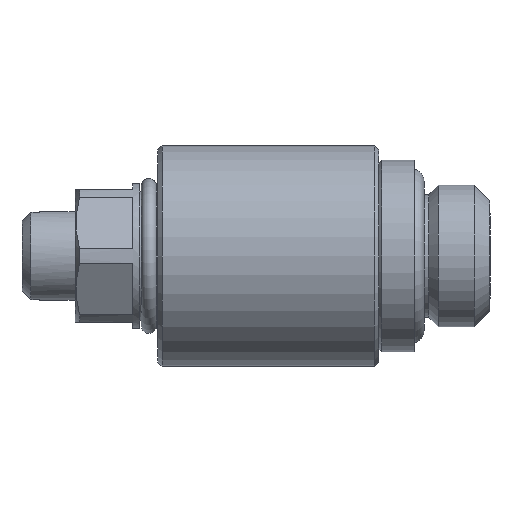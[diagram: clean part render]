
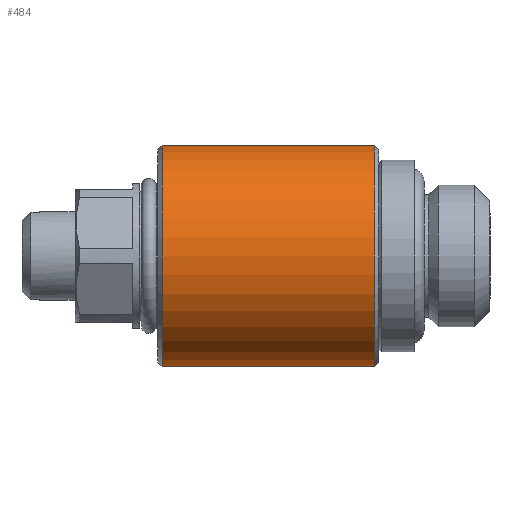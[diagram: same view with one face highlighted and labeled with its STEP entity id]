
A CAD part, left-side view. The second image highlights one B-rep face of the part: STEP entity #484.
In plain terms, the highlighted cylindrical face has radius 7.5 mm (diameter 15 mm), a full revolution.
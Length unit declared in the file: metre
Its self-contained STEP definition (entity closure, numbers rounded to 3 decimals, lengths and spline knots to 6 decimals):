
#484 = ADVANCED_FACE( 'NONE', ( #1095, #1096, #1097 ), #1098, .T. );
#1095 = FACE_OUTER_BOUND( '', #2981, .T. );
#1096 = FACE_OUTER_BOUND( '', #2982, .T. );
#1097 = FACE_BOUND( '', #2983, .T. );
#1098 = CYLINDRICAL_SURFACE( '', #2984, 0.0075 );
#2981 = EDGE_LOOP( '', ( #5432 ) );
#2982 = EDGE_LOOP( '', ( #5433 ) );
#2983 = EDGE_LOOP( '', ( #5434, #5435 ) );
#2984 = AXIS2_PLACEMENT_3D( '', #5436, #5437, #5438 );
#5432 = ORIENTED_EDGE( '', *, *, #6813, .T. );
#5433 = ORIENTED_EDGE( '', *, *, #6806, .T. );
#5434 = ORIENTED_EDGE( '', *, *, #6582, .T. );
#5435 = ORIENTED_EDGE( '', *, *, #6595, .T. );
#5436 = CARTESIAN_POINT( '', ( 0., 0.005519, 0. ) );
#5437 = DIRECTION( '', ( 0., -1., 0. ) );
#5438 = DIRECTION( '', ( 0., 0., -1. ) );
#6582 = EDGE_CURVE( 'NONE', #7384, #7391, #7393, .T. );
#6595 = EDGE_CURVE( 'NONE', #7391, #7384, #7413, .T. );
#6806 = EDGE_CURVE( 'NONE', #7769, #7769, #7770, .T. );
#6813 = EDGE_CURVE( 'NONE', #7780, #7780, #7781, .T. );
#7384 = VERTEX_POINT( 'NONE', #8716 );
#7391 = VERTEX_POINT( 'NONE', #8761 );
#7393 = B_SPLINE_CURVE_WITH_KNOTS( '', 3, ( #8763, #8764, #8765, #8766, #8767, #8768, #8769, #8770, #8771, #8772, #8773, #8774, #8775, #8776, #8777, #8778, #8779, #8780, #8781, #8782, #8783, #8784, #8785, #8786, #8787, #8788, #8789, #8790 ), .UNSPECIFIED., .F., .F., ( 4, 1, 1, 1, 1, 1, 1, 1, 1, 1, 1, 1, 1, 1, 1, 1, 1, 1, 1, 1, 1, 1, 1, 1, 1, 4 ), ( 0., 0.013265, 0.026111, 0.038573, 0.050683, 0.062483, 0.093376, 0.124943, 0.184849, 0.249953, 0.312476, 0.374965, 0.43888, 0.499973, 0.562478, 0.624979, 0.686058, 0.749988, 0.812437, 0.875, 0.906998, 0.937493, 0.953243, 0.968751, 0.982495, 1. ), .UNSPECIFIED. );
#7413 = B_SPLINE_CURVE_WITH_KNOTS( '', 3, ( #8874, #8875, #8876, #8877, #8878, #8879, #8880, #8881, #8882, #8883, #8884, #8885, #8886, #8887, #8888, #8889, #8890, #8891, #8892, #8893, #8894, #8895, #8896, #8897, #8898, #8899, #8900, #8901 ), .UNSPECIFIED., .F., .F., ( 4, 1, 1, 1, 1, 1, 1, 1, 1, 1, 1, 1, 1, 1, 1, 1, 1, 1, 1, 1, 1, 1, 1, 1, 1, 4 ), ( 0., 0.013264, 0.02611, 0.038571, 0.050683, 0.062483, 0.093375, 0.124943, 0.184853, 0.249954, 0.312475, 0.374965, 0.438875, 0.499972, 0.562476, 0.624978, 0.686056, 0.749988, 0.812432, 0.875, 0.906997, 0.937493, 0.953244, 0.968751, 0.982493, 1. ), .UNSPECIFIED. );
#7769 = VERTEX_POINT( '', #10007 );
#7770 = CIRCLE( '', #10008, 0.0075 );
#7780 = VERTEX_POINT( '', #10021 );
#7781 = CIRCLE( '', #10022, 0.0075 );
#8716 = CARTESIAN_POINT( '', ( 0.005165, 0.014249, 0.005438 ) );
#8761 = CARTESIAN_POINT( '', ( 0.005165, 0.016548, -0.005438 ) );
#8763 = CARTESIAN_POINT( '', ( 0.005165, 0.014249, 0.005438 ) );
#8764 = CARTESIAN_POINT( '', ( 0.00515, 0.014328, 0.005452 ) );
#8765 = CARTESIAN_POINT( '', ( 0.005121, 0.014484, 0.00548 ) );
#8766 = CARTESIAN_POINT( '', ( 0.005087, 0.014717, 0.005511 ) );
#8767 = CARTESIAN_POINT( '', ( 0.005062, 0.014945, 0.005534 ) );
#8768 = CARTESIAN_POINT( '', ( 0.005046, 0.015168, 0.005548 ) );
#8769 = CARTESIAN_POINT( '', ( 0.005038, 0.015505, 0.005556 ) );
#8770 = CARTESIAN_POINT( '', ( 0.005062, 0.015963, 0.005534 ) );
#8771 = CARTESIAN_POINT( '', ( 0.005179, 0.016701, 0.005426 ) );
#8772 = CARTESIAN_POINT( '', ( 0.00545, 0.017597, 0.005162 ) );
#8773 = CARTESIAN_POINT( '', ( 0.005888, 0.018551, 0.004666 ) );
#8774 = CARTESIAN_POINT( '', ( 0.006361, 0.0194, 0.004005 ) );
#8775 = CARTESIAN_POINT( '', ( 0.006811, 0.020108, 0.00319 ) );
#8776 = CARTESIAN_POINT( '', ( 0.007185, 0.02066, 0.002237 ) );
#8777 = CARTESIAN_POINT( '', ( 0.007439, 0.021015, 0.001158 ) );
#8778 = CARTESIAN_POINT( '', ( 0.00753, 0.021142, 0.000009 ) );
#8779 = CARTESIAN_POINT( '', ( 0.007442, 0.021019, -0.001139 ) );
#8780 = CARTESIAN_POINT( '', ( 0.00719, 0.020667, -0.002221 ) );
#8781 = CARTESIAN_POINT( '', ( 0.006818, 0.020118, -0.003176 ) );
#8782 = CARTESIAN_POINT( '', ( 0.006369, 0.019413, -0.003993 ) );
#8783 = CARTESIAN_POINT( '', ( 0.005978, 0.018713, -0.004541 ) );
#8784 = CARTESIAN_POINT( '', ( 0.005681, 0.018099, -0.0049 ) );
#8785 = CARTESIAN_POINT( '', ( 0.005509, 0.017691, -0.005091 ) );
#8786 = CARTESIAN_POINT( '', ( 0.005387, 0.017354, -0.005219 ) );
#8787 = CARTESIAN_POINT( '', ( 0.005305, 0.017103, -0.005302 ) );
#8788 = CARTESIAN_POINT( '', ( 0.005232, 0.016834, -0.005374 ) );
#8789 = CARTESIAN_POINT( '', ( 0.005189, 0.016651, -0.005415 ) );
#8790 = CARTESIAN_POINT( '', ( 0.005165, 0.016548, -0.005438 ) );
#8874 = CARTESIAN_POINT( '', ( 0.005165, 0.016548, -0.005438 ) );
#8875 = CARTESIAN_POINT( '', ( 0.00515, 0.016469, -0.005452 ) );
#8876 = CARTESIAN_POINT( '', ( 0.00512, 0.016314, -0.00548 ) );
#8877 = CARTESIAN_POINT( '', ( 0.005086, 0.016081, -0.005512 ) );
#8878 = CARTESIAN_POINT( '', ( 0.005062, 0.015853, -0.005535 ) );
#8879 = CARTESIAN_POINT( '', ( 0.005046, 0.01563, -0.005548 ) );
#8880 = CARTESIAN_POINT( '', ( 0.005038, 0.015293, -0.005556 ) );
#8881 = CARTESIAN_POINT( '', ( 0.005062, 0.014835, -0.005534 ) );
#8882 = CARTESIAN_POINT( '', ( 0.00518, 0.014097, -0.005426 ) );
#8883 = CARTESIAN_POINT( '', ( 0.005451, 0.013201, -0.005162 ) );
#8884 = CARTESIAN_POINT( '', ( 0.005889, 0.012248, -0.004665 ) );
#8885 = CARTESIAN_POINT( '', ( 0.006361, 0.011399, -0.004004 ) );
#8886 = CARTESIAN_POINT( '', ( 0.006812, 0.010692, -0.00319 ) );
#8887 = CARTESIAN_POINT( '', ( 0.007185, 0.01014, -0.002237 ) );
#8888 = CARTESIAN_POINT( '', ( 0.007439, 0.009785, -0.001158 ) );
#8889 = CARTESIAN_POINT( '', ( 0.00753, 0.009658, -0.00001 ) );
#8890 = CARTESIAN_POINT( '', ( 0.007442, 0.009781, 0.001139 ) );
#8891 = CARTESIAN_POINT( '', ( 0.007191, 0.010133, 0.00222 ) );
#8892 = CARTESIAN_POINT( '', ( 0.006819, 0.010681, 0.003175 ) );
#8893 = CARTESIAN_POINT( '', ( 0.006369, 0.011386, 0.003992 ) );
#8894 = CARTESIAN_POINT( '', ( 0.005979, 0.012086, 0.00454 ) );
#8895 = CARTESIAN_POINT( '', ( 0.005682, 0.012699, 0.004899 ) );
#8896 = CARTESIAN_POINT( '', ( 0.00551, 0.013108, 0.00509 ) );
#8897 = CARTESIAN_POINT( '', ( 0.005388, 0.013444, 0.005218 ) );
#8898 = CARTESIAN_POINT( '', ( 0.005306, 0.013695, 0.005301 ) );
#8899 = CARTESIAN_POINT( '', ( 0.005232, 0.013964, 0.005374 ) );
#8900 = CARTESIAN_POINT( '', ( 0.005189, 0.014147, 0.005415 ) );
#8901 = CARTESIAN_POINT( '', ( 0.005165, 0.014249, 0.005438 ) );
#10007 = CARTESIAN_POINT( '', ( 0., 0.0082, -0.0075 ) );
#10008 = AXIS2_PLACEMENT_3D( '', #12392, #12393, #12394 );
#10021 = CARTESIAN_POINT( '', ( 0., 0.0226, -0.0075 ) );
#10022 = AXIS2_PLACEMENT_3D( '', #12401, #12402, #12403 );
#12392 = CARTESIAN_POINT( '', ( 0., 0.0082, 0. ) );
#12393 = DIRECTION( '', ( 0., 1., 0. ) );
#12394 = DIRECTION( '', ( 0., 0., -1. ) );
#12401 = CARTESIAN_POINT( '', ( 0., 0.0226, 0. ) );
#12402 = DIRECTION( '', ( 0., -1., 0. ) );
#12403 = DIRECTION( '', ( 0., 0., -1. ) );
